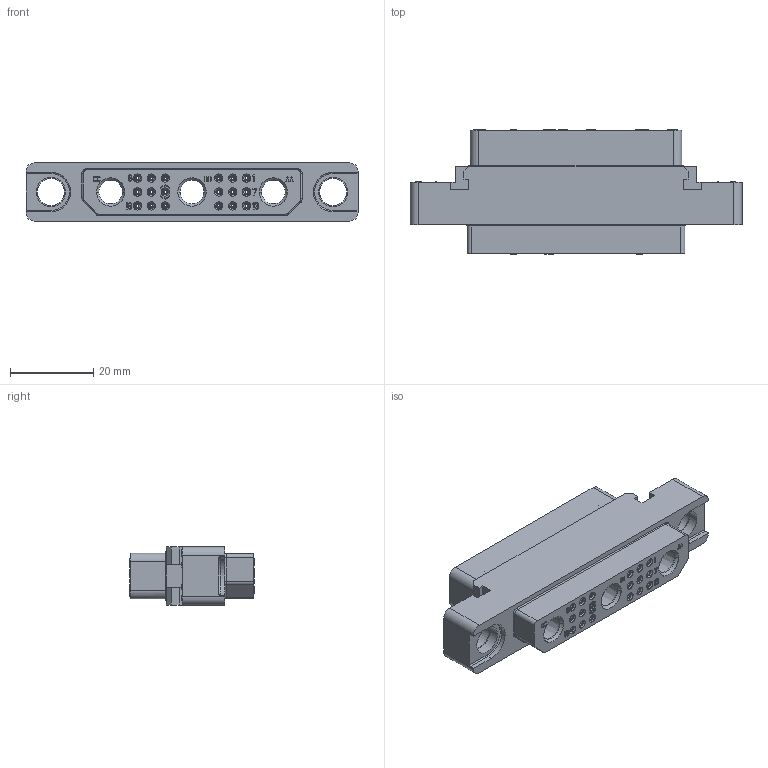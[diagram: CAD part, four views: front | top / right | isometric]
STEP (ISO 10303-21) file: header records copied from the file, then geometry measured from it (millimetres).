
FILE_DESCRIPTION((''),'2;1');
FILE_NAME('1900ND08S1X00C','2019-10-30T',('presta_be4'),(''),'CREO PARAMETRIC BY PTC INC, 2018360','CREO PARAMETRIC BY PTC INC, 2018360','');
FILE_SCHEMA(('CONFIG_CONTROL_DESIGN'));
Products named in the file (1): 1900ND08S1X00C
Bounding box: 80 x 29.9 x 14 mm (x, y, z)
Volume: 14141.8 mm3; surface area: 13150.6 mm2
Topology: 1 solids, 1 shells, 2763 faces, 6815 edges, 4248 vertices
Faces by surface type: plane 1471, cylinder 568, torus 458, cone 262, bspline 4
Entity records: 81553 total; most frequent: DIRECTION 14450, CARTESIAN_POINT 14448, ORIENTED_EDGE 13630, EDGE_CURVE 6815, AXIS2_PLACEMENT_3D 4961, VECTOR 4528, LINE 4528, VERTEX_POINT 4248
